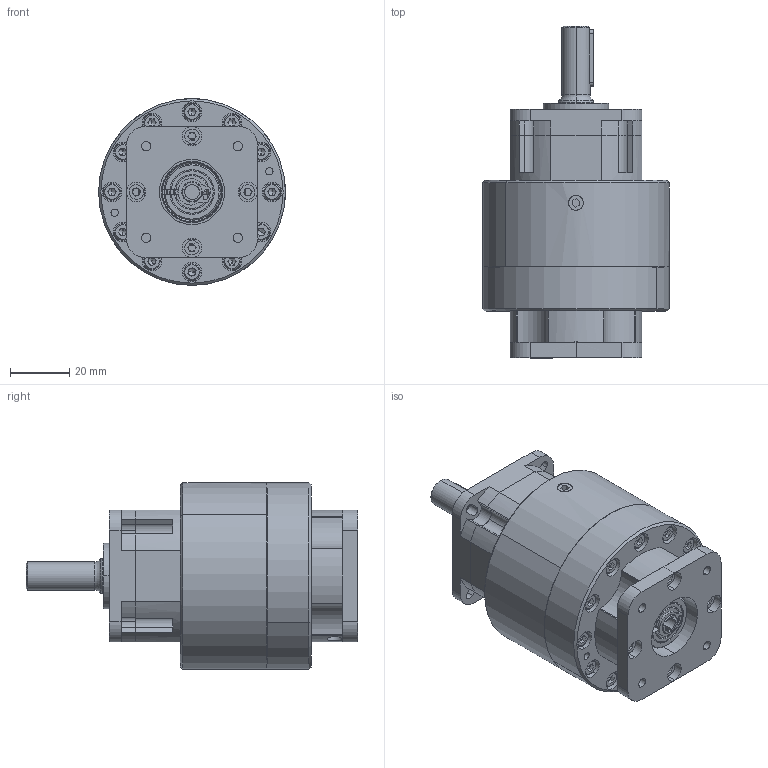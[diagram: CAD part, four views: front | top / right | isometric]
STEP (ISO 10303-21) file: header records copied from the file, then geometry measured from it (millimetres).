
FILE_DESCRIPTION (( 'STEP AP203' ), '1' );
FILE_NAME ('GH-017-N17.STEP', '2018-12-12T22:29:23', ( '' ), ( '' ), 'SwSTEP 2.0', 'SolidWorks 2018', '' );
FILE_SCHEMA (( 'CONFIG_CONTROL_DESIGN' ));
Length unit declared in the file: millimetre
Products named in the file (1): GH-017-N17
Bounding box: 63 x 111.97 x 63 mm (x, y, z)
Surface area: 31464.8 mm2 (no closed solid volume)
Topology: 0 solids, 36 shells, 596 faces, 1856 edges, 1203 vertices
Faces by surface type: plane 302, cylinder 175, cone 105, torus 14
Entity records: 20837 total; most frequent: CARTESIAN_POINT 4266, DIRECTION 3631, ORIENTED_EDGE 3036, EDGE_CURVE 1816, AXIS2_PLACEMENT_3D 1274, VERTEX_POINT 1203, LINE 1083, VECTOR 1083
